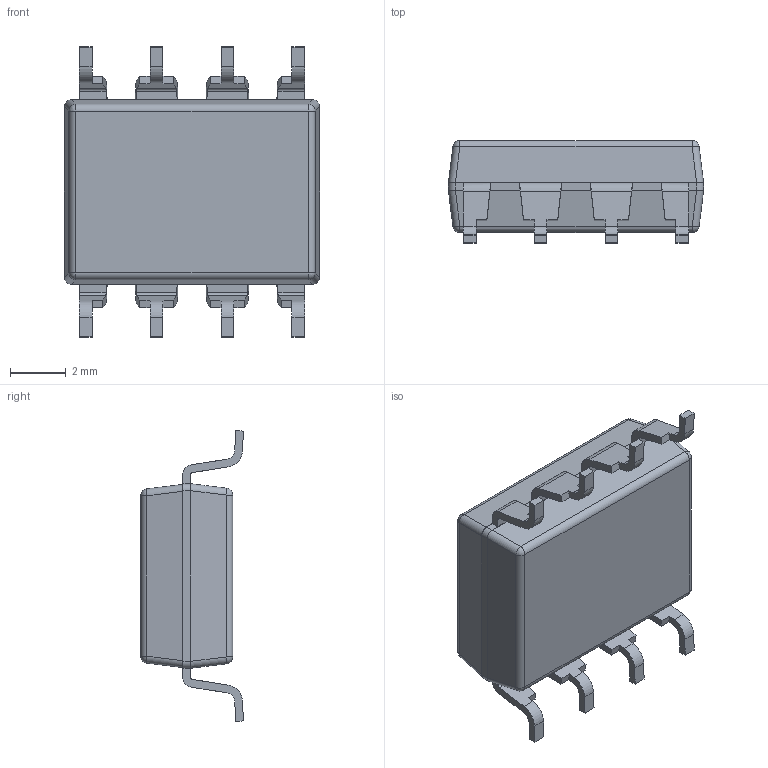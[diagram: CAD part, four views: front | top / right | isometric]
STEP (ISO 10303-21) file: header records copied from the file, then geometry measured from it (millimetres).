
FILE_DESCRIPTION((''),'2;1');
FILE_NAME('DUB0008A_ASM','2017-08-14T07:33:27',('a0412086'),(''),'CREO PARAMETRIC BY PTC INC, 2017110','CREO PARAMETRIC BY PTC INC, 2017110','');
FILE_SCHEMA(('AUTOMOTIVE_DESIGN { 1 0 10303 214 1 1 1 1 }'));
Length unit declared in the file: millimetre
Products named in the file (7): BODY-SO_AF0; LEAD-SO_AF1; LEAD-SO; LEAD-SO_AF0; LEAD-SO_AF3; LEAD-SO_AF2; DUB0008A_ASM
Assembly tree (9 placements, depth 2):
  DUB0008A_ASM
    BODY-SO_AF0
    LEAD-SO_AF1
    LEAD-SO  x4
    LEAD-SO_AF0
    LEAD-SO_AF3
    LEAD-SO_AF2
Bounding box: 9.15 x 3.68 x 10.42 mm (x, y, z)
Volume: 194.9 mm3; surface area: 269.7 mm2
Topology: 9 solids, 9 shells, 193 faces, 483 edges, 310 vertices
Faces by surface type: plane 127, cylinder 58, sphere 8
Entity records: 6400 total; most frequent: CARTESIAN_POINT 1161, DIRECTION 770, ORIENTED_EDGE 678, PRESENTATION_STYLE_ASSIGNMENT 345, STYLED_ITEM 345, CURVE_STYLE 339, EDGE_CURVE 339, AXIS2_PLACEMENT_3D 256
